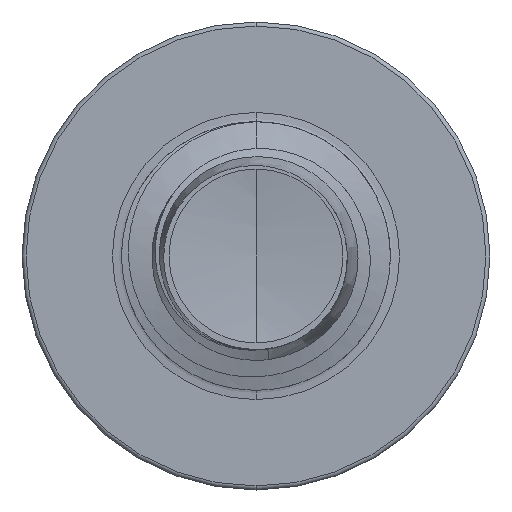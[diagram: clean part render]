
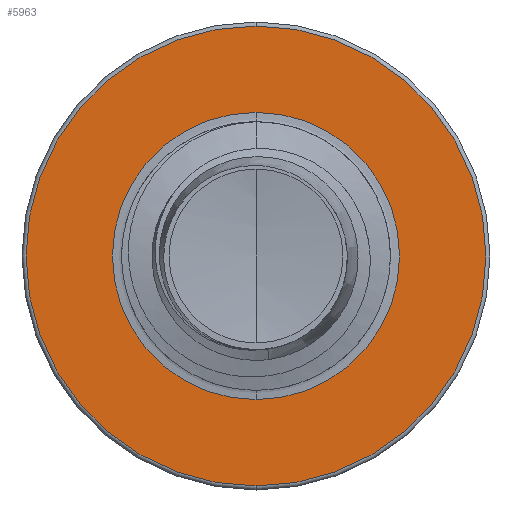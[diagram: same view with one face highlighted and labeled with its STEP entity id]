
A CAD part, front view. The second image highlights one B-rep face of the part: STEP entity #5963.
In plain terms, the highlighted planar face has unit normal (0, -1, 0).
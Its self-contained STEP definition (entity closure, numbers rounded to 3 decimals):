
#1374 = VERTEX_POINT ( 'NONE', #4575 ) ;
#1632 = AXIS2_PLACEMENT_3D ( 'NONE', #5656, #5638, #5617 ) ;
#2112 = DIRECTION ( 'NONE',  ( 0., 0., 1. ) ) ;
#2115 = ORIENTED_EDGE ( 'NONE', *, *, #5574, .T. ) ;
#2116 = DIRECTION ( 'NONE',  ( 0., 1., 0. ) ) ;
#2140 = CARTESIAN_POINT ( 'NONE',  ( 0., 3.5, 0. ) ) ;
#2891 = CARTESIAN_POINT ( 'NONE',  ( 0., 3.5, 2.998 ) ) ;
#3016 = EDGE_LOOP ( 'NONE', ( #13144, #2115 ) ) ;
#3961 = CIRCLE ( 'NONE', #1632, 2.998 ) ;
#4575 = CARTESIAN_POINT ( 'NONE',  ( 0., 3.5, -2.997 ) ) ;
#5574 = EDGE_CURVE ( 'NONE', #12971, #10070, #8127, .T. ) ;
#5617 = DIRECTION ( 'NONE',  ( 0., 0., 1. ) ) ;
#5638 = DIRECTION ( 'NONE',  ( 0., 1., 0. ) ) ;
#5656 = CARTESIAN_POINT ( 'NONE',  ( 0., 3.5, 0. ) ) ;
#5780 = CIRCLE ( 'NONE', #8020, 1.872 ) ;
#5963 = ADVANCED_FACE ( 'NONE', ( #6838, #13321 ), #12562, .F. ) ;
#5974 = CIRCLE ( 'NONE', #10239, 2.998 ) ;
#6635 = CARTESIAN_POINT ( 'NONE',  ( 0., 3.5, -1.872 ) ) ;
#6838 = FACE_OUTER_BOUND ( 'NONE', #10827, .T. ) ;
#8020 = AXIS2_PLACEMENT_3D ( 'NONE', #2140, #2116, #2112 ) ;
#8127 = CIRCLE ( 'NONE', #10987, 1.872 ) ;
#8228 = CARTESIAN_POINT ( 'NONE',  ( 0., 3.5, 1.872 ) ) ;
#8867 = ORIENTED_EDGE ( 'NONE', *, *, #11031, .F. ) ;
#9028 = AXIS2_PLACEMENT_3D ( 'NONE', #12604, #12431, #12359 ) ;
#9632 = CARTESIAN_POINT ( 'NONE',  ( 0., 3.5, 0. ) ) ;
#9659 = DIRECTION ( 'NONE',  ( 0., 1., 0. ) ) ;
#9682 = DIRECTION ( 'NONE',  ( 0., 0., 1. ) ) ;
#9699 = DIRECTION ( 'NONE',  ( 0., 1., 0. ) ) ;
#9703 = CARTESIAN_POINT ( 'NONE',  ( 0., 3.5, 0. ) ) ;
#10070 = VERTEX_POINT ( 'NONE', #8228 ) ;
#10239 = AXIS2_PLACEMENT_3D ( 'NONE', #9632, #9659, #10932 ) ;
#10827 = EDGE_LOOP ( 'NONE', ( #8867, #11764 ) ) ;
#10932 = DIRECTION ( 'NONE',  ( 0., 0., 1. ) ) ;
#10987 = AXIS2_PLACEMENT_3D ( 'NONE', #9703, #9699, #9682 ) ;
#11031 = EDGE_CURVE ( 'NONE', #13290, #1374, #5974, .T. ) ;
#11703 = EDGE_CURVE ( 'NONE', #1374, #13290, #3961, .T. ) ;
#11764 = ORIENTED_EDGE ( 'NONE', *, *, #11703, .F. ) ;
#12132 = EDGE_CURVE ( 'NONE', #10070, #12971, #5780, .T. ) ;
#12359 = DIRECTION ( 'NONE',  ( 0., 0., 1. ) ) ;
#12431 = DIRECTION ( 'NONE',  ( 0., 1., 0. ) ) ;
#12562 = PLANE ( 'NONE',  #9028 ) ;
#12604 = CARTESIAN_POINT ( 'NONE',  ( 0., 3.5, -1.872 ) ) ;
#12971 = VERTEX_POINT ( 'NONE', #6635 ) ;
#13144 = ORIENTED_EDGE ( 'NONE', *, *, #12132, .T. ) ;
#13290 = VERTEX_POINT ( 'NONE', #2891 ) ;
#13321 = FACE_BOUND ( 'NONE', #3016, .T. ) ;
